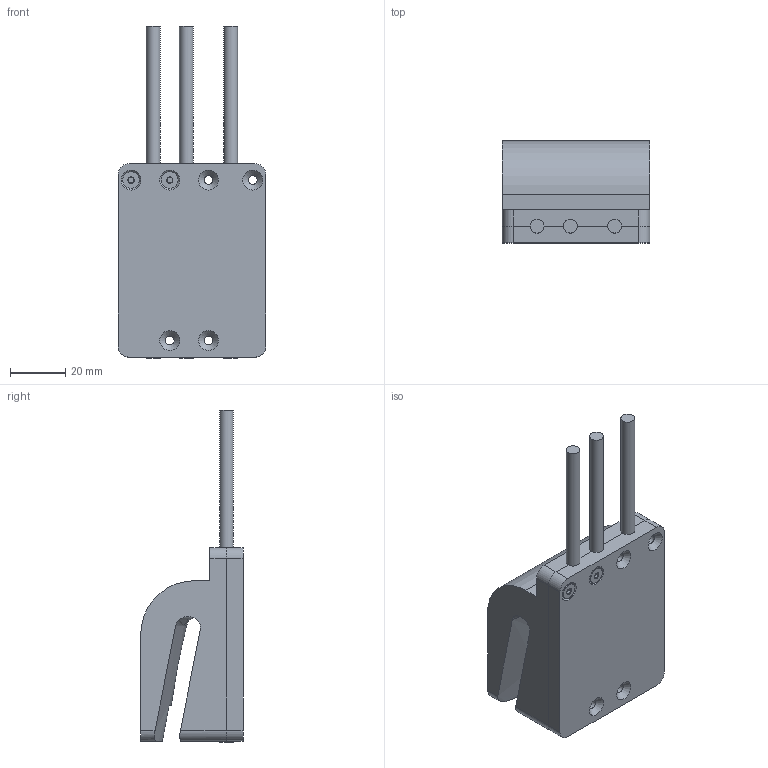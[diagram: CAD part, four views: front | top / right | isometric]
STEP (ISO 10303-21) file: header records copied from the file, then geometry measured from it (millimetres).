
FILE_DESCRIPTION(/* description */ (''),/* implementation_level */ '2;1');
FILE_NAME(/* name */ 'MoAgriS-Pot-Clamp v13.step',/* time_stamp */ '2018-04-20T23:44:10+02:00',/* author */ ('skerutsch'),/* organization */ (''),/* preprocessor_version */ 'ST-DEVELOPER v16.13',/* originating_system */ 'Autodesk Translation Framework v6.5.0.72',/* authorisation */ '');
FILE_SCHEMA (('AUTOMOTIVE_DESIGN { 1 0 10303 214 3 1 1 }'));
Length unit declared in the file: millimetre
Products named in the file (9): MoAgriS-Pot-Clamp; 90591A121; Component2; 90591A121_1; Component3; 92125A132; 90591A121 (1); Component7; Component5
Assembly tree (10 placements, depth 4):
  MoAgriS-Pot-Clamp
    90591A121
      Component3
    Component2
    90591A121_1
      Component3
    92125A132
      Component5
      90591A121 (1)
        Component7
    Component5
Bounding box: 53.4 x 37.1 x 120 mm (x, y, z)
Volume: 93530.2 mm3; surface area: 34674.3 mm2
Topology: 10 solids, 10 shells, 358 faces, 918 edges, 588 vertices
Faces by surface type: cylinder 151, plane 123, cone 72, bspline 10, torus 2
Full cylindrical faces by diameter (mm): 2.35 x47, 3 x50, 3.2 x12, 5 x3, 6 x2
Entity records: 13954 total; most frequent: CARTESIAN_POINT 7815, ORIENTED_EDGE 1318, DIRECTION 1125, EDGE_CURVE 659, VERTEX_POINT 424, AXIS2_PLACEMENT_3D 408, LINE 309, VECTOR 309
